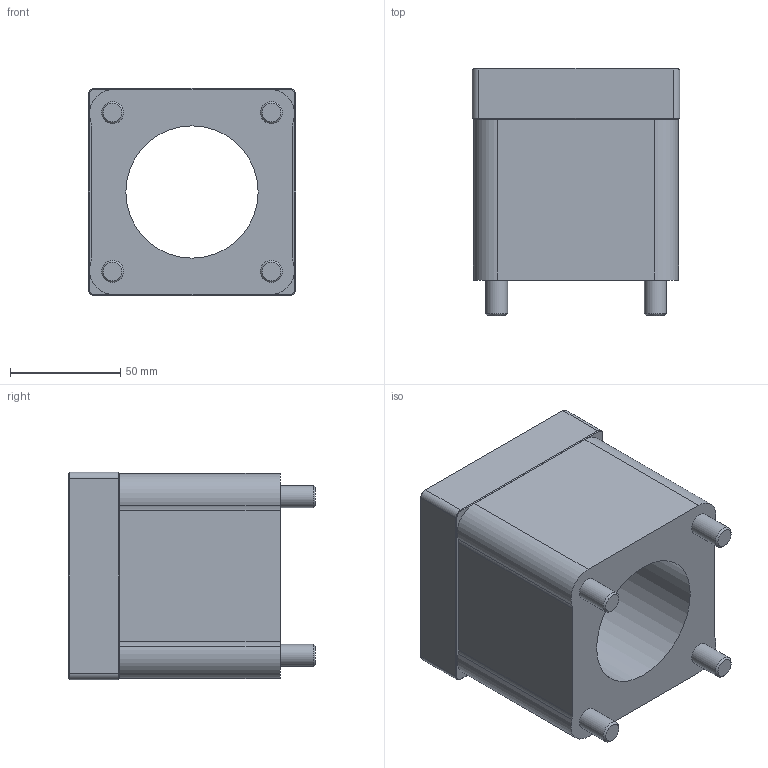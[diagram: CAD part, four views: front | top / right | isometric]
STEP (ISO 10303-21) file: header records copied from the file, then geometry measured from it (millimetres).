
FILE_DESCRIPTION(/* description */ (''),/* implementation_level */ '2;1');
FILE_NAME(/* name */ 'CAD_106406.stp',/* time_stamp */ '2020-01-28T08:34:54+01:00',/* author */ ('Hypex'),/* organization */ ('Hypex'),/* preprocessor_version */ 'ST-DEVELOPER v18',/* originating_system */ 'Autodesk Inventor 2020',/* authorisation */ '');
FILE_SCHEMA (('AUTOMOTIVE_DESIGN { 1 0 10303 214 3 1 1 }'));
Length unit declared in the file: millimetre
Products named in the file (1): CAD_102292
Bounding box: 94 x 112 x 94 mm (x, y, z)
Volume: 533503.6 mm3; surface area: 68973 mm2
Topology: 1 solids, 1 shells, 77 faces, 183 edges, 118 vertices
Faces by surface type: plane 32, cylinder 29, cone 16
Full cylindrical faces by diameter (mm): 4.917 x4, 10 x4, 14 x4, 60 x1
Entity records: 2304 total; most frequent: DIRECTION 421, CARTESIAN_POINT 403, ORIENTED_EDGE 366, EDGE_CURVE 183, AXIS2_PLACEMENT_3D 168, VERTEX_POINT 118, CIRCLE 90, EDGE_LOOP 89
